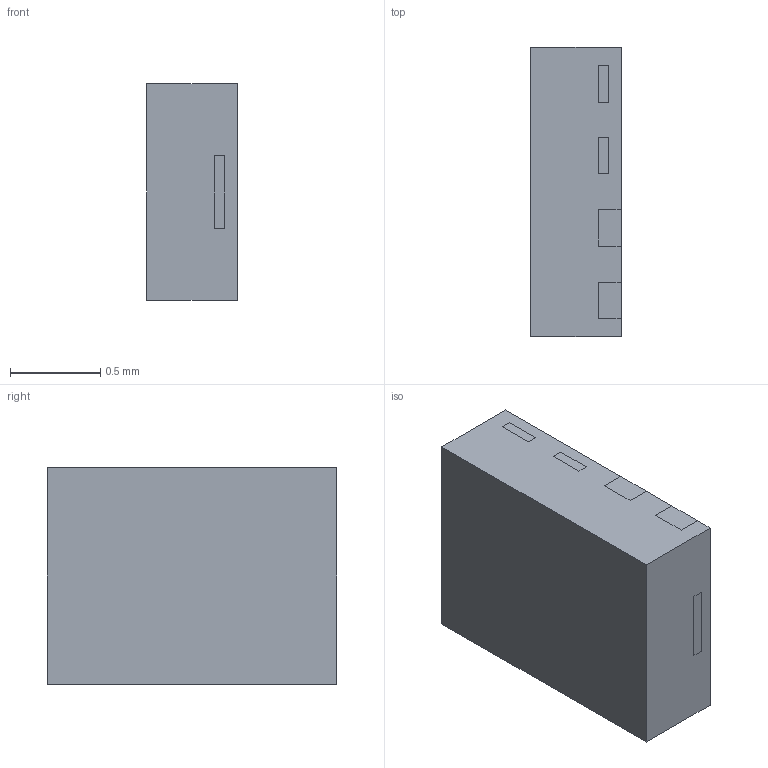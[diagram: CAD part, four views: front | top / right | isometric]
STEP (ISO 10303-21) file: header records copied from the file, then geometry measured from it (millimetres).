
FILE_DESCRIPTION(/* description */ ('Unknown'),/* implementation_level */ '2;1');
FILE_NAME(/* name */ 'DFN1612-6 STP',/* time_stamp */ '2020-09-16T12:23:14+08:00',/* author */ ('Unknown'),/* organization */ ('Unknown'),/* preprocessor_version */ 'ST-DEVELOPER v16.7',/* originating_system */ 'DEX',/* authorisation */ $);
FILE_SCHEMA (('AUTOMOTIVE_DESIGN {1 0 10303 214 3 1 1}'));
Length unit declared in the file: millimetre
Products named in the file (3): DFN1612-6; EMC; LDF
Assembly tree (2 placements, depth 2):
  DFN1612-6
    EMC
    LDF
Bounding box: 0.5 x 1.6 x 1.2 mm (x, y, z)
Volume: 1 mm3; surface area: 12.9 mm2
Topology: 7 solids, 7 shells, 222 faces, 624 edges, 416 vertices
Faces by surface type: plane 134, cylinder 88
Entity records: 8080 total; most frequent: CARTESIAN_POINT 1265, DIRECTION 1250, ORIENTED_EDGE 1248, EDGE_CURVE 624, LINE 448, VECTOR 448, VERTEX_POINT 416, AXIS2_PLACEMENT_3D 401
